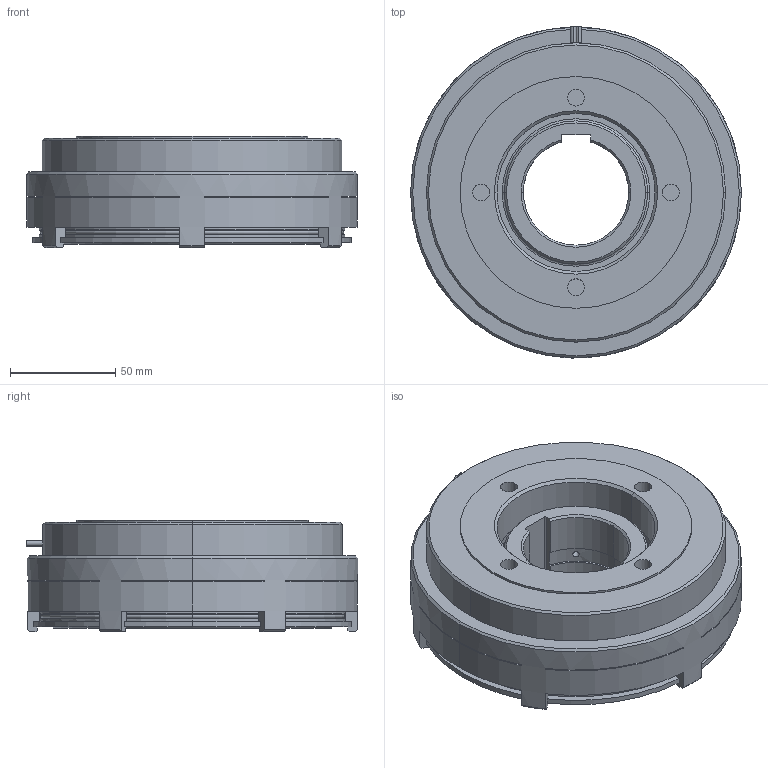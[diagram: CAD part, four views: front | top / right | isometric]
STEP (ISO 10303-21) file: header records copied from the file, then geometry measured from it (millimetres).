
FILE_DESCRIPTION (( 'STEP AP203' ), '1' );
FILE_NAME ('23125000_03_MWB 20.STEP', '2016-06-13T05:25:06', ( ' ' ), ( '' ), 'SwSTEP 2.0', 'SolidWorks 2009', '' );
FILE_SCHEMA (( 'CONFIG_CONTROL_DESIGN' ));
Length unit declared in the file: millimetre
Products named in the file (1): 23125000_03_MWB 20
Bounding box: 157 x 157.5 x 53 mm (x, y, z)
Volume: 731208 mm3; surface area: 99215.5 mm2
Topology: 1 solids, 2 shells, 236 faces, 649 edges, 404 vertices
Faces by surface type: plane 91, cylinder 85, cone 44, torus 8, sphere 8
Entity records: 7940 total; most frequent: CARTESIAN_POINT 1658, DIRECTION 1351, ORIENTED_EDGE 1298, EDGE_CURVE 649, AXIS2_PLACEMENT_3D 505, VERTEX_POINT 404, VECTOR 341, LINE 341
